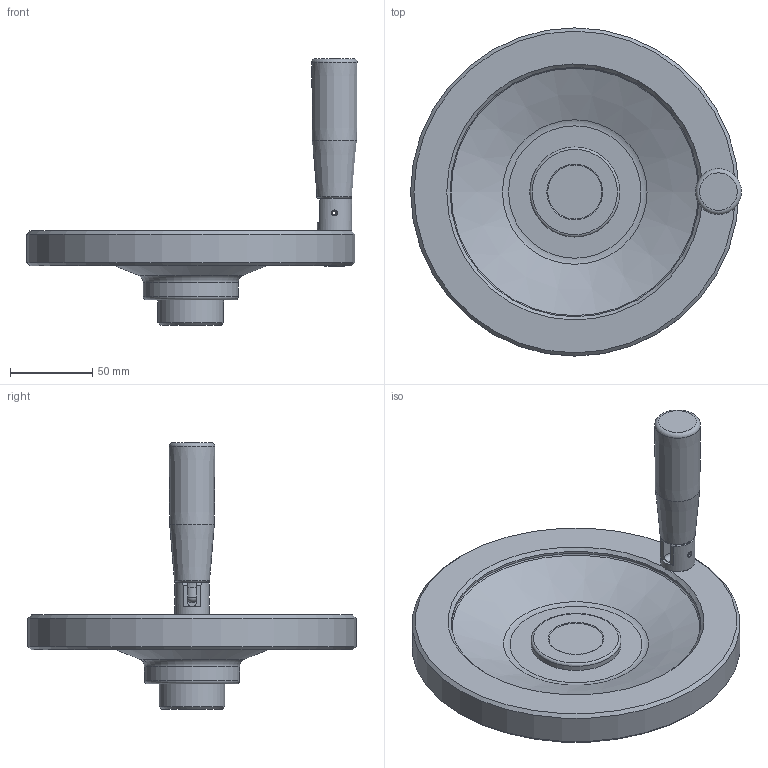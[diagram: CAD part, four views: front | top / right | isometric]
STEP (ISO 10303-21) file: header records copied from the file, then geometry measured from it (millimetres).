
FILE_DESCRIPTION( ( 'Unknown' ), '1' );
FILE_NAME( '6161327_VPRAX200_MR.stp', 'Unknown', ( 'Unknown' ), ( 'Unknown' ), 'PSStep 14.0', 'Unknown', ' ' );
FILE_SCHEMA( ( 'AUTOMOTIVE_DESIGN { 1 0 10303 214 1 1 1 1 }' ) );
Length unit declared in the file: millimetre
Products named in the file (2): 6161327
Bounding box: 201.48 x 200 x 162.5 mm (x, y, z)
Volume: 492473.1 mm3; surface area: 102507.1 mm2
Topology: 2 solids, 3 shells, 152 faces, 381 edges, 233 vertices
Faces by surface type: plane 65, cylinder 36, cone 26, torus 13, bspline 11, sphere 1
Full cylindrical faces by diameter (mm): 3.2 x2, 3.5 x1, 4.917 x1, 5.422 x1, 6 x2, 6.95 x1, 7 x1, 7.1 x1, 8.17 x1, 8.3 x1, 8.376 x1, 11 x1, 11.2 x1, 11.5 x1, 11.538 x1, 12 x1, 12.6 x1, 13.076 x1, 21 x1, 40 x1, 54.9 x1, 58 x1, 152 x1, 200 x1
Entity records: 7164 total; most frequent: CARTESIAN_POINT 2793, DIRECTION 653, ORIENTED_EDGE 566, EDGE_CURVE 283, AXIS2_PLACEMENT_3D 277, EDGE_LOOP 233, VERTEX_POINT 199, FACE_OUTER_BOUND 190
